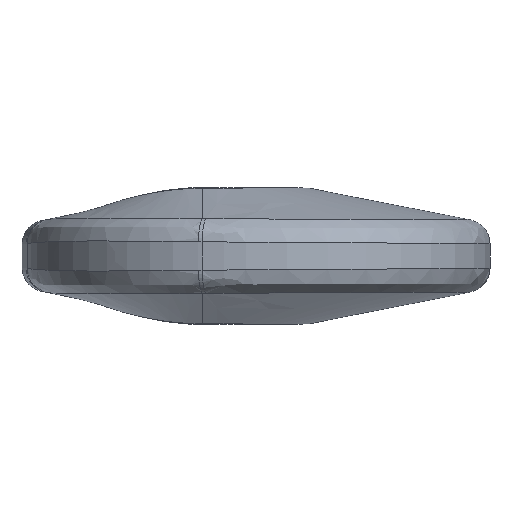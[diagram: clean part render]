
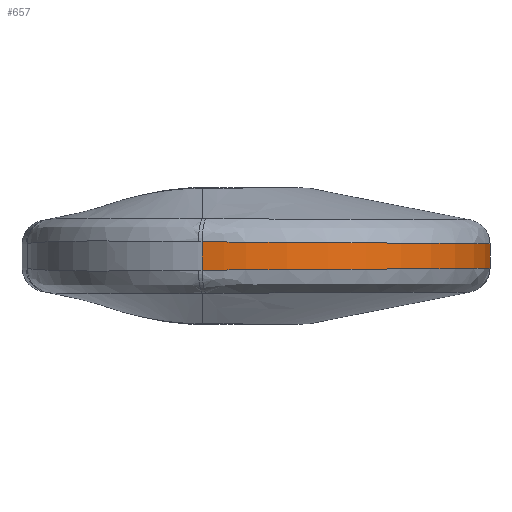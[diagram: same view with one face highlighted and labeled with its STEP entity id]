
A CAD part, front view. The second image highlights one B-rep face of the part: STEP entity #657.
In plain terms, the highlighted cylindrical face has radius 150.293 mm (diameter 300.587 mm), a partial arc.
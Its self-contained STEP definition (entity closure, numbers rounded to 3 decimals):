
#278=CYLINDRICAL_SURFACE('',#5207,150.293);
#657=ADVANCED_FACE('',(#1012),#278,.T.);
#1012=FACE_OUTER_BOUND('',#1319,.T.);
#1319=EDGE_LOOP('',(#2930,#2931,#2932,#2933,#2934,#2935));
#1702=LINE('',#9861,#1908);
#1703=LINE('',#9887,#1910);
#1908=VECTOR('',#6066,1.);
#1910=VECTOR('',#6068,1.);
#2930=ORIENTED_EDGE('',*,*,#4348,.F.);
#2931=ORIENTED_EDGE('',*,*,#4415,.T.);
#2932=ORIENTED_EDGE('',*,*,#4416,.T.);
#2933=ORIENTED_EDGE('',*,*,#4350,.T.);
#2934=ORIENTED_EDGE('',*,*,#4417,.F.);
#2935=ORIENTED_EDGE('',*,*,#4418,.F.);
#3734=VERTEX_POINT('',#9860);
#3735=VERTEX_POINT('',#9862);
#3736=VERTEX_POINT('',#9888);
#3737=VERTEX_POINT('',#9889);
#3792=VERTEX_POINT('',#10233);
#3793=VERTEX_POINT('',#10274);
#4348=EDGE_CURVE('',#3734,#3735,#1702,.T.);
#4350=EDGE_CURVE('',#3736,#3737,#1703,.T.);
#4415=EDGE_CURVE('',#3734,#3792,#4785,.T.);
#4416=EDGE_CURVE('',#3792,#3736,#4786,.T.);
#4417=EDGE_CURVE('',#3793,#3737,#4787,.T.);
#4418=EDGE_CURVE('',#3735,#3793,#4788,.T.);
#4785=B_SPLINE_CURVE_WITH_KNOTS('',3,(#10229,#10230,#10231,#10232),.UNSPECIFIED.,
 .F.,.F.,(4,4),(0.,1.),.UNSPECIFIED.);
#4786=B_SPLINE_CURVE_WITH_KNOTS('',3,(#10234,#10235,#10236,#10237,#10238,
#10239,#10240,#10241,#10242,#10243,#10244,#10245,#10246,#10247,#10248,#10249,
#10250,#10251,#10252,#10253),.UNSPECIFIED.,.F.,.F.,(4,2,2,2,2,2,2,2,2,4),
(0.,0.125,0.188,0.25,0.375,0.5,0.625,0.75,0.875,1.),.UNSPECIFIED.);
#4787=B_SPLINE_CURVE_WITH_KNOTS('',3,(#10254,#10255,#10256,#10257,#10258,
#10259,#10260,#10261,#10262,#10263,#10264,#10265,#10266,#10267,#10268,#10269,
#10270,#10271,#10272,#10273),.UNSPECIFIED.,.F.,.F.,(4,2,2,2,2,2,2,2,2,4),
(0.,0.125,0.188,0.25,0.375,0.5,0.625,0.75,0.875,1.),.UNSPECIFIED.);
#4788=B_SPLINE_CURVE_WITH_KNOTS('',3,(#10275,#10276,#10277,#10278),.UNSPECIFIED.,
 .F.,.F.,(4,4),(0.,1.),.UNSPECIFIED.);
#5207=AXIS2_PLACEMENT_3D('',#10279,#6142,#6143);
#6066=DIRECTION('',(0.,0.,-1.));
#6068=DIRECTION('',(0.,0.,-1.));
#6142=DIRECTION('',(0.,0.,-1.));
#6143=DIRECTION('',(-1.,0.,0.));
#9860=CARTESIAN_POINT('',(178.895,0.,7.658));
#9861=CARTESIAN_POINT('',(178.895,0.,100.));
#9862=CARTESIAN_POINT('',(178.895,0.,-7.658));
#9887=CARTESIAN_POINT('',(0.,-144.246,100.));
#9888=CARTESIAN_POINT('',(0.,-144.246,8.823));
#9889=CARTESIAN_POINT('',(0.,-144.246,-8.823));
#10229=CARTESIAN_POINT('',(178.895,0.,7.658));
#10230=CARTESIAN_POINT('',(178.895,-0.001,7.658));
#10231=CARTESIAN_POINT('',(178.895,-0.002,7.659));
#10232=CARTESIAN_POINT('',(178.895,-0.004,7.659));
#10233=CARTESIAN_POINT('',(178.895,-0.004,7.659));
#10234=CARTESIAN_POINT('',(178.895,-0.004,7.659));
#10235=CARTESIAN_POINT('',(178.654,-11.001,7.676));
#10236=CARTESIAN_POINT('',(177.2,-21.911,7.7));
#10237=CARTESIAN_POINT('',(173.33,-37.715,7.736));
#10238=CARTESIAN_POINT('',(171.757,-42.909,7.748));
#10239=CARTESIAN_POINT('',(168.037,-53.149,7.775));
#10240=CARTESIAN_POINT('',(165.874,-58.224,7.79));
#10241=CARTESIAN_POINT('',(158.622,-72.942,7.836));
#10242=CARTESIAN_POINT('',(152.801,-82.089,7.87));
#10243=CARTESIAN_POINT('',(139.216,-99.074,7.947));
#10244=CARTESIAN_POINT('',(131.385,-106.929,7.99));
#10245=CARTESIAN_POINT('',(114.484,-120.547,8.084));
#10246=CARTESIAN_POINT('',(105.315,-126.435,8.134));
#10247=CARTESIAN_POINT('',(85.639,-136.205,8.248));
#10248=CARTESIAN_POINT('',(75.444,-139.938,8.308));
#10249=CARTESIAN_POINT('',(54.364,-145.18,8.439));
#10250=CARTESIAN_POINT('',(43.369,-146.671,8.509));
#10251=CARTESIAN_POINT('',(21.632,-147.23,8.659));
#10252=CARTESIAN_POINT('',(10.798,-146.342,8.737));
#10253=CARTESIAN_POINT('',(0.,-144.246,8.823));
#10254=CARTESIAN_POINT('',(178.895,-0.004,-7.659));
#10255=CARTESIAN_POINT('',(178.654,-11.001,-7.676));
#10256=CARTESIAN_POINT('',(177.2,-21.911,-7.7));
#10257=CARTESIAN_POINT('',(173.33,-37.715,-7.736));
#10258=CARTESIAN_POINT('',(171.757,-42.909,-7.748));
#10259=CARTESIAN_POINT('',(168.037,-53.149,-7.775));
#10260=CARTESIAN_POINT('',(165.874,-58.224,-7.79));
#10261=CARTESIAN_POINT('',(158.622,-72.942,-7.836));
#10262=CARTESIAN_POINT('',(152.801,-82.089,-7.87));
#10263=CARTESIAN_POINT('',(139.216,-99.074,-7.947));
#10264=CARTESIAN_POINT('',(131.385,-106.929,-7.99));
#10265=CARTESIAN_POINT('',(114.484,-120.547,-8.084));
#10266=CARTESIAN_POINT('',(105.315,-126.435,-8.134));
#10267=CARTESIAN_POINT('',(85.639,-136.205,-8.248));
#10268=CARTESIAN_POINT('',(75.444,-139.938,-8.308));
#10269=CARTESIAN_POINT('',(54.364,-145.18,-8.439));
#10270=CARTESIAN_POINT('',(43.369,-146.671,-8.509));
#10271=CARTESIAN_POINT('',(21.632,-147.23,-8.659));
#10272=CARTESIAN_POINT('',(10.798,-146.342,-8.737));
#10273=CARTESIAN_POINT('',(0.,-144.246,-8.823));
#10274=CARTESIAN_POINT('',(178.895,-0.004,-7.659));
#10275=CARTESIAN_POINT('',(178.895,0.,-7.658));
#10276=CARTESIAN_POINT('',(178.895,-0.001,-7.658));
#10277=CARTESIAN_POINT('',(178.895,-0.002,-7.659));
#10278=CARTESIAN_POINT('',(178.895,-0.004,-7.659));
#10279=CARTESIAN_POINT('',(28.638,3.293,100.));
